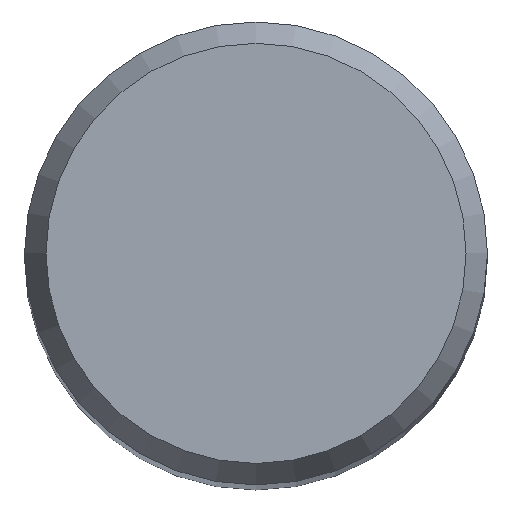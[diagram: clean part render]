
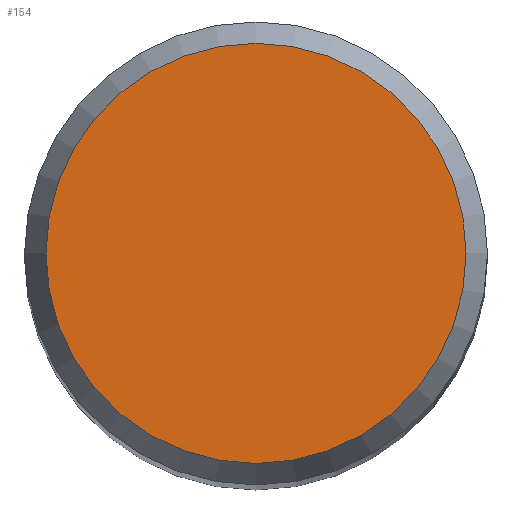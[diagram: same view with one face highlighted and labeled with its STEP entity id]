
A CAD part, top view. The second image highlights one B-rep face of the part: STEP entity #154.
In plain terms, the highlighted planar face has unit normal (0, 0, 1).
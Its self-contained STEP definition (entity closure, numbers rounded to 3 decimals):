
#154=ADVANCED_FACE('',(#210),#211,.T.);
#210=FACE_OUTER_BOUND('',#236,.T.);
#211=PLANE('',#237);
#236=EDGE_LOOP('',(#260));
#237=AXIS2_PLACEMENT_3D('',#261,#262,#263);
#260=ORIENTED_EDGE('',*,*,#281,.T.);
#261=CARTESIAN_POINT('',(0.0,0.0,152.0));
#262=DIRECTION('',(0.0,0.0,1.0));
#263=DIRECTION('',(1.0,0.0,0.0));
#281=EDGE_CURVE('',#294,#294,#295,.T.);
#294=VERTEX_POINT('',#308);
#295=CIRCLE('',#309,11.345);
#308=CARTESIAN_POINT('',(11.345,0.0,152.0));
#309=AXIS2_PLACEMENT_3D('',#323,#324,#325);
#323=CARTESIAN_POINT('',(0.0,0.0,152.0));
#324=DIRECTION('',(0.0,0.0,1.0));
#325=DIRECTION('',(1.0,0.0,0.0));
